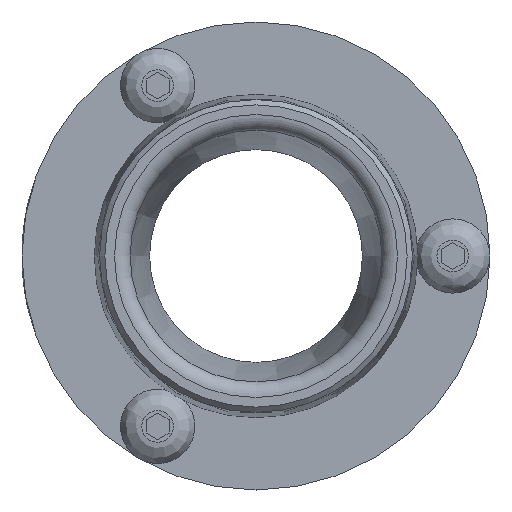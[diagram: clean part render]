
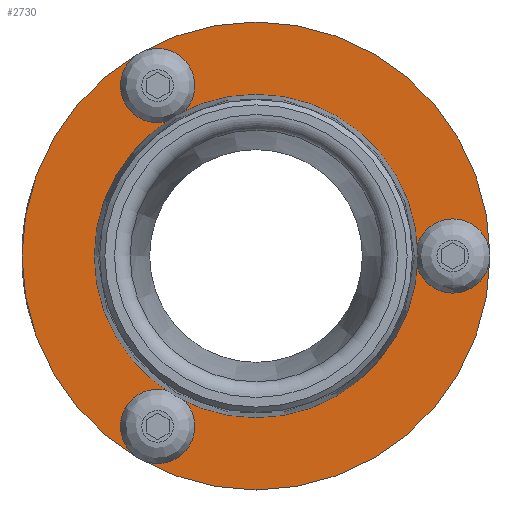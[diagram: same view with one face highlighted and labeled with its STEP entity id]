
A CAD part, left-side view. The second image highlights one B-rep face of the part: STEP entity #2730.
In plain terms, the highlighted planar face has unit normal (-1, 0, 0).
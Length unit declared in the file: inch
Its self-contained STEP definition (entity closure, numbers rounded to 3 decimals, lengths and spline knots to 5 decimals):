
#2447=CARTESIAN_POINT('',(29.23426,23.9155,-0.87934));
#2448=VERTEX_POINT('',#2447);
#2449=CARTESIAN_POINT('',(29.23426,23.98581,-1.00113));
#2450=DIRECTION('',(1.,0.0,0.0));
#2451=DIRECTION('',(0.0,0.5,-0.866));
#2452=AXIS2_PLACEMENT_3D('',#2449,#2450,#2451);
#2453=CIRCLE('',#2452,0.14063);
#2454=EDGE_CURVE('',#2448,#2448,#2453,.T.);
#2475=CARTESIAN_POINT('',(29.23426,23.9155,0.87934));
#2476=VERTEX_POINT('',#2475);
#2477=CARTESIAN_POINT('',(29.23426,23.98581,1.00113));
#2478=DIRECTION('',(1.0,0.0,0.0));
#2479=DIRECTION('',(0.0,0.5,0.866));
#2480=AXIS2_PLACEMENT_3D('',#2477,#2478,#2479);
#2481=CIRCLE('',#2480,0.14063);
#2482=EDGE_CURVE('',#2476,#2476,#2481,.T.);
#2503=CARTESIAN_POINT('',(29.23426,22.39244,0.));
#2504=VERTEX_POINT('',#2503);
#2505=CARTESIAN_POINT('',(29.23426,22.25181,0.0));
#2506=DIRECTION('',(1.0,0.0,0.0));
#2507=DIRECTION('',(0.0,-1.0,0.0));
#2508=AXIS2_PLACEMENT_3D('',#2505,#2506,#2507);
#2509=CIRCLE('',#2508,0.14063);
#2510=EDGE_CURVE('',#2504,#2504,#2509,.T.);
#2687=CARTESIAN_POINT('',(29.23426,24.26281,0.0));
#2688=VERTEX_POINT('',#2687);
#2689=CARTESIAN_POINT('',(29.23426,23.40781,0.0));
#2690=DIRECTION('',(1.0,0.0,0.0));
#2691=DIRECTION('',(0.0,1.0,0.0));
#2692=AXIS2_PLACEMENT_3D('',#2689,#2690,#2691);
#2693=CIRCLE('',#2692,0.855);
#2694=EDGE_CURVE('',#2688,#2688,#2693,.T.);
#2702=CARTESIAN_POINT('',(29.23426,24.52281,0.0));
#2703=DIRECTION('',(-1.0,0.0,0.0));
#2704=DIRECTION('',(0.0,0.0,1.0));
#2705=AXIS2_PLACEMENT_3D('',#2702,#2703,#2704);
#2706=PLANE('',#2705);
#2707=CARTESIAN_POINT('',(29.23426,24.78281,0.0));
#2708=VERTEX_POINT('',#2707);
#2709=CARTESIAN_POINT('',(29.23426,23.40781,0.0));
#2710=DIRECTION('',(1.0,0.0,0.0));
#2711=DIRECTION('',(0.0,1.0,0.0));
#2712=AXIS2_PLACEMENT_3D('',#2709,#2710,#2711);
#2713=CIRCLE('',#2712,1.375);
#2714=EDGE_CURVE('',#2708,#2708,#2713,.T.);
#2715=ORIENTED_EDGE('',*,*,#2714,.F.);
#2716=EDGE_LOOP('',(#2715));
#2717=FACE_OUTER_BOUND('',#2716,.T.);
#2718=ORIENTED_EDGE('',*,*,#2454,.T.);
#2719=EDGE_LOOP('',(#2718));
#2720=FACE_BOUND('',#2719,.T.);
#2721=ORIENTED_EDGE('',*,*,#2482,.T.);
#2722=EDGE_LOOP('',(#2721));
#2723=FACE_BOUND('',#2722,.T.);
#2724=ORIENTED_EDGE('',*,*,#2510,.T.);
#2725=EDGE_LOOP('',(#2724));
#2726=FACE_BOUND('',#2725,.T.);
#2727=ORIENTED_EDGE('',*,*,#2694,.T.);
#2728=EDGE_LOOP('',(#2727));
#2729=FACE_BOUND('',#2728,.T.);
#2730=ADVANCED_FACE('',(#2717,#2720,#2723,#2726,#2729),#2706,.T.);
